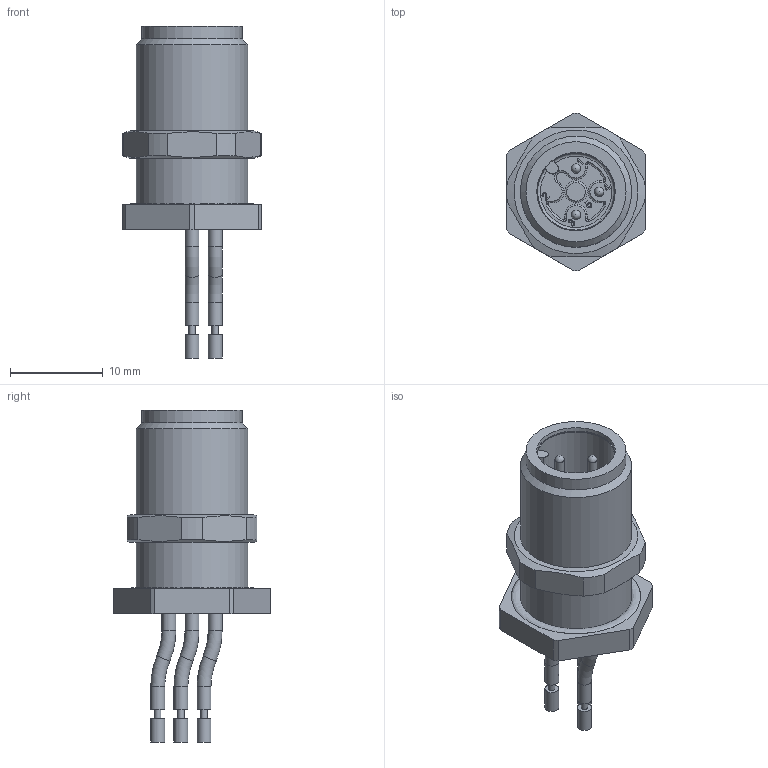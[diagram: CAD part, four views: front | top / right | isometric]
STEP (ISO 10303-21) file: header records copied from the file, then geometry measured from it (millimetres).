
FILE_DESCRIPTION(/* description */ (''),/* implementation_level */ '2;1');
FILE_NAME(/* name */ 'AL-FHM12SUA3-m_M12.stp',/* time_stamp */ '2018-01-29T16:51:27+01:00',/* author */ (''),/* organization */ (''),/* preprocessor_version */ 'ST-DEVELOPER v16',/* originating_system */ 'SIEMENS PLM Software NX 10.0',/* authorisation */ '');
FILE_SCHEMA (('AUTOMOTIVE_DESIGN { 1 0 10303 214 3 1 1 1 }'));
Length unit declared in the file: millimetre
Products named in the file (1): AL-FHM12SUA3-m_M12_stp
Bounding box: 15 x 17 x 35.85 mm (x, y, z)
Volume: 2421.3 mm3; surface area: 1897.7 mm2
Topology: 1 solids, 1 shells, 198 faces, 500 edges, 325 vertices
Faces by surface type: plane 79, cylinder 57, extrusion 32, torus 16, bspline 7, cone 4, sphere 3
Full cylindrical faces by diameter (mm): 0.7 x3, 1 x3, 1.5 x9, 2 x1, 8.4 x1, 10.8 x1, 12 x2, 14 x1
Entity records: 6076 total; most frequent: CARTESIAN_POINT 1623, ORIENTED_EDGE 886, DIRECTION 861, EDGE_CURVE 443, VERTEX_POINT 304, AXIS2_PLACEMENT_3D 304, EDGE_LOOP 255, VECTOR 253
